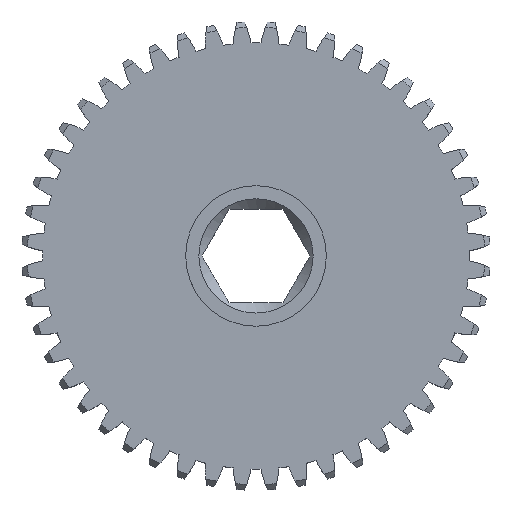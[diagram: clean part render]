
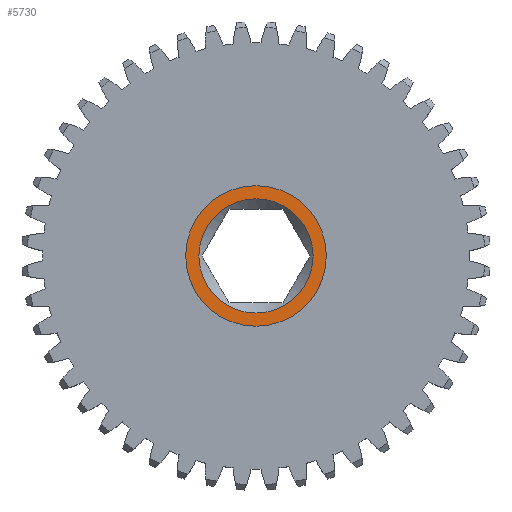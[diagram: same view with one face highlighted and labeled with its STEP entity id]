
A CAD part, top view. The second image highlights one B-rep face of the part: STEP entity #5730.
In plain terms, the highlighted planar face has unit normal (0, 0, 1).
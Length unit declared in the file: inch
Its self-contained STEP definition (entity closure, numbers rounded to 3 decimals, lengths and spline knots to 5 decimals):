
#82 = CIRCLE ( 'NONE', #92, 0.375 ) ;
#92 = AXIS2_PLACEMENT_3D ( 'NONE', #8461, #10764, #10148 ) ;
#195 = VERTEX_POINT ( 'NONE', #3655 ) ;
#839 = FACE_OUTER_BOUND ( 'NONE', #8338, .T. ) ;
#1025 = VERTEX_POINT ( 'NONE', #1398 ) ;
#1398 = CARTESIAN_POINT ( 'NONE',  ( 0.375, 0., 0.4375 ) ) ;
#1470 = DIRECTION ( 'NONE',  ( 0., 0., 1. ) ) ;
#1630 = AXIS2_PLACEMENT_3D ( 'NONE', #7631, #5210, #5152 ) ;
#1668 = AXIS2_PLACEMENT_3D ( 'NONE', #5175, #6181, #2841 ) ;
#2806 = CARTESIAN_POINT ( 'NONE',  ( -0.375, 0., 0.4375 ) ) ;
#2841 = DIRECTION ( 'NONE',  ( 1., 0., 0. ) ) ;
#2894 = AXIS2_PLACEMENT_3D ( 'NONE', #8504, #9241, #4230 ) ;
#3072 = VERTEX_POINT ( 'NONE', #2806 ) ;
#3195 = CARTESIAN_POINT ( 'NONE',  ( 0., 0., 0.4375 ) ) ;
#3339 = FACE_BOUND ( 'NONE', #4883, .T. ) ;
#3655 = CARTESIAN_POINT ( 'NONE',  ( 0.305, 0., 0.4375 ) ) ;
#3686 = ORIENTED_EDGE ( 'NONE', *, *, #5937, .F. ) ;
#3961 = CIRCLE ( 'NONE', #1668, 0.305 ) ;
#4076 = DIRECTION ( 'NONE',  ( 1., 0., 0. ) ) ;
#4230 = DIRECTION ( 'NONE',  ( 1., 0., 0. ) ) ;
#4323 = EDGE_CURVE ( 'NONE', #7907, #195, #6437, .T. ) ;
#4360 = AXIS2_PLACEMENT_3D ( 'NONE', #3195, #1470, #4076 ) ;
#4883 = EDGE_LOOP ( 'NONE', ( #3686, #6839 ) ) ;
#5152 = DIRECTION ( 'NONE',  ( 1., 0., 0. ) ) ;
#5175 = CARTESIAN_POINT ( 'NONE',  ( 0., 0., 0.4375 ) ) ;
#5210 = DIRECTION ( 'NONE',  ( 0., 0., 1. ) ) ;
#5730 = ADVANCED_FACE ( 'NONE', ( #3339, #839 ), #9413, .T. ) ;
#5937 = EDGE_CURVE ( 'NONE', #195, #7907, #3961, .T. ) ;
#6181 = DIRECTION ( 'NONE',  ( 0., 0., 1. ) ) ;
#6437 = CIRCLE ( 'NONE', #1630, 0.305 ) ;
#6675 = EDGE_CURVE ( 'NONE', #3072, #1025, #82, .T. ) ;
#6815 = ORIENTED_EDGE ( 'NONE', *, *, #6675, .T. ) ;
#6839 = ORIENTED_EDGE ( 'NONE', *, *, #4323, .F. ) ;
#7631 = CARTESIAN_POINT ( 'NONE',  ( 0., 0., 0.4375 ) ) ;
#7907 = VERTEX_POINT ( 'NONE', #10052 ) ;
#8246 = ORIENTED_EDGE ( 'NONE', *, *, #8288, .T. ) ;
#8288 = EDGE_CURVE ( 'NONE', #1025, #3072, #10627, .T. ) ;
#8338 = EDGE_LOOP ( 'NONE', ( #6815, #8246 ) ) ;
#8461 = CARTESIAN_POINT ( 'NONE',  ( 0., 0., 0.4375 ) ) ;
#8504 = CARTESIAN_POINT ( 'NONE',  ( 0., 0., 0.4375 ) ) ;
#9241 = DIRECTION ( 'NONE',  ( 0., 0., 1. ) ) ;
#9413 = PLANE ( 'NONE',  #2894 ) ;
#10052 = CARTESIAN_POINT ( 'NONE',  ( -0.305, 0., 0.4375 ) ) ;
#10148 = DIRECTION ( 'NONE',  ( 1., 0., 0. ) ) ;
#10627 = CIRCLE ( 'NONE', #4360, 0.375 ) ;
#10764 = DIRECTION ( 'NONE',  ( 0., 0., 1. ) ) ;
